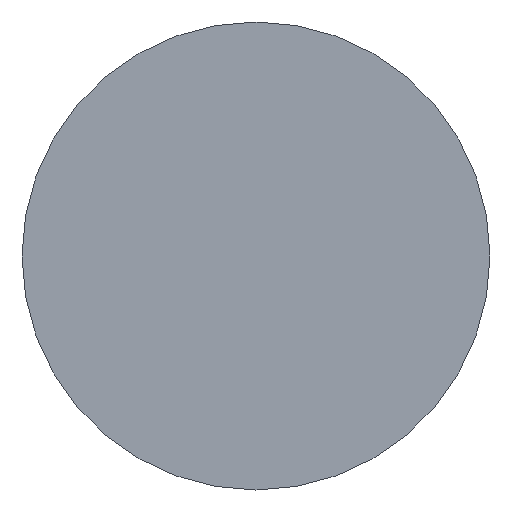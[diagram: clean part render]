
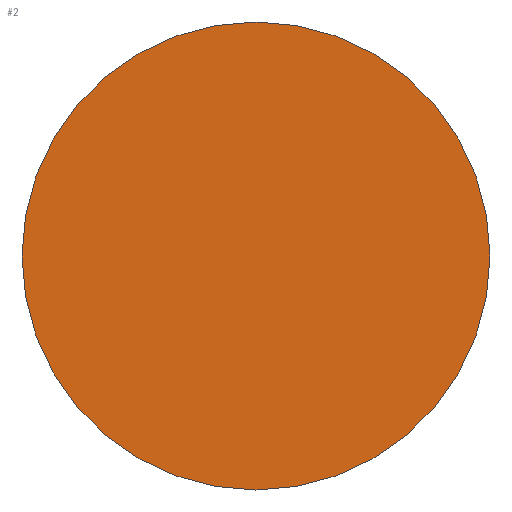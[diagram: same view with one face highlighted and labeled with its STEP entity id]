
A CAD part, left-side view. The second image highlights one B-rep face of the part: STEP entity #2.
In plain terms, the highlighted planar face has unit normal (-1, 0, 0).
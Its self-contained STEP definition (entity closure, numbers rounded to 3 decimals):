
#2 = ADVANCED_FACE ( 'NONE', ( #147 ), #123, .F. ) ;
#4 = CIRCLE ( 'NONE', #157, 12.5 ) ;
#9 = EDGE_LOOP ( 'NONE', ( #89, #74 ) ) ;
#11 = CARTESIAN_POINT ( 'NONE',  ( 56.698, 32.51, -12.5 ) ) ;
#12 = CARTESIAN_POINT ( 'NONE',  ( 56.698, 32.51, 0. ) ) ;
#24 = EDGE_CURVE ( 'NONE', #37, #180, #117, .T. ) ;
#30 = CARTESIAN_POINT ( 'NONE',  ( 56.698, 32.51, 12.5 ) ) ;
#37 = VERTEX_POINT ( 'NONE', #11 ) ;
#38 = CARTESIAN_POINT ( 'NONE',  ( 56.698, 32.51, 0. ) ) ;
#40 = DIRECTION ( 'NONE',  ( 1., 0., 0. ) ) ;
#52 = CARTESIAN_POINT ( 'NONE',  ( 56.698, 32.51, 0. ) ) ;
#66 = DIRECTION ( 'NONE',  ( 0., 0., 1. ) ) ;
#72 = EDGE_CURVE ( 'NONE', #180, #37, #4, .T. ) ;
#74 = ORIENTED_EDGE ( 'NONE', *, *, #24, .T. ) ;
#89 = ORIENTED_EDGE ( 'NONE', *, *, #72, .T. ) ;
#94 = DIRECTION ( 'NONE',  ( -1., 0., 0. ) ) ;
#110 = DIRECTION ( 'NONE',  ( 0., 0., 1. ) ) ;
#115 = AXIS2_PLACEMENT_3D ( 'NONE', #12, #40, #151 ) ;
#117 = CIRCLE ( 'NONE', #172, 12.5 ) ;
#123 = PLANE ( 'NONE',  #115 ) ;
#147 = FACE_OUTER_BOUND ( 'NONE', #9, .T. ) ;
#151 = DIRECTION ( 'NONE',  ( 0., 0., -1. ) ) ;
#157 = AXIS2_PLACEMENT_3D ( 'NONE', #52, #94, #110 ) ;
#172 = AXIS2_PLACEMENT_3D ( 'NONE', #38, #179, #66 ) ;
#179 = DIRECTION ( 'NONE',  ( -1., 0., 0. ) ) ;
#180 = VERTEX_POINT ( 'NONE', #30 ) ;
